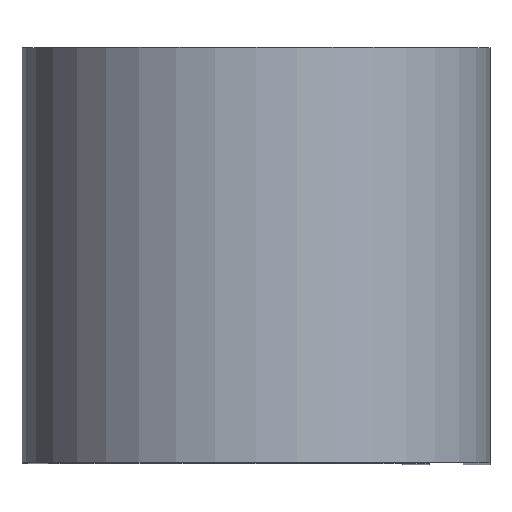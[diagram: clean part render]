
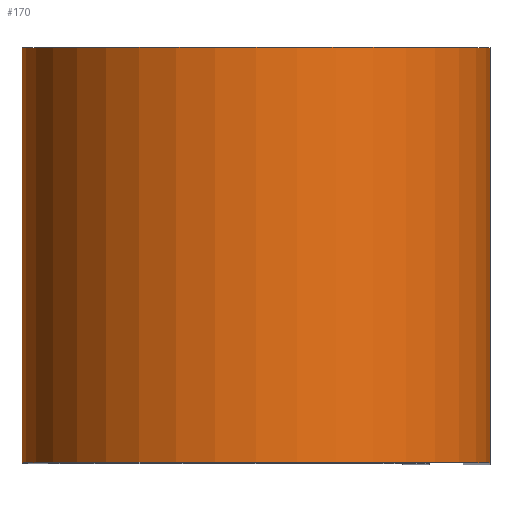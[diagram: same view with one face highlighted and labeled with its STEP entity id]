
A CAD part, top view. The second image highlights one B-rep face of the part: STEP entity #170.
In plain terms, the highlighted cylindrical face has radius 10.744 mm (diameter 21.488 mm), a partial arc.
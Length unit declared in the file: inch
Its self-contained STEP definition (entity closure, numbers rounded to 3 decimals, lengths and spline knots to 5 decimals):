
#1 = VERTEX_POINT ( 'NONE', #393 ) ;
#11 = CIRCLE ( 'NONE', #624, 0.423 ) ;
#17 = CARTESIAN_POINT ( 'NONE',  ( 0., 0.375, 0.75 ) ) ;
#73 = FACE_OUTER_BOUND ( 'NONE', #272, .T. ) ;
#76 = VERTEX_POINT ( 'NONE', #548 ) ;
#81 = LINE ( 'NONE', #799, #242 ) ;
#93 = DIRECTION ( 'NONE',  ( 1., 0., 0. ) ) ;
#126 = AXIS2_PLACEMENT_3D ( 'NONE', #250, #330, #721 ) ;
#170 = ADVANCED_FACE ( 'NONE', ( #73 ), #603, .T. ) ;
#197 = LINE ( 'NONE', #420, #752 ) ;
#242 = VECTOR ( 'NONE', #616, 39.37008 ) ;
#248 = ORIENTED_EDGE ( 'NONE', *, *, #476, .T. ) ;
#250 = CARTESIAN_POINT ( 'NONE',  ( 0., 0.375, 0.75 ) ) ;
#258 = VERTEX_POINT ( 'NONE', #539 ) ;
#272 = EDGE_LOOP ( 'NONE', ( #737, #722, #331, #248 ) ) ;
#285 = CARTESIAN_POINT ( 'NONE',  ( 0., -0.375, 0.75 ) ) ;
#330 = DIRECTION ( 'NONE',  ( 0., -1., 0. ) ) ;
#331 = ORIENTED_EDGE ( 'NONE', *, *, #630, .F. ) ;
#363 = DIRECTION ( 'NONE',  ( 1., 0., 0. ) ) ;
#393 = CARTESIAN_POINT ( 'NONE',  ( -0.423, 0.375, 0.75 ) ) ;
#415 = EDGE_CURVE ( 'NONE', #258, #620, #81, .T. ) ;
#420 = CARTESIAN_POINT ( 'NONE',  ( -0.423, 0.375, 0.75 ) ) ;
#476 = EDGE_CURVE ( 'NONE', #1, #76, #197, .T. ) ;
#485 = DIRECTION ( 'NONE',  ( 0., -1., 0. ) ) ;
#501 = CARTESIAN_POINT ( 'NONE',  ( 0.423, -0.375, 0.75 ) ) ;
#502 = DIRECTION ( 'NONE',  ( 0., 1., 0. ) ) ;
#504 = EDGE_CURVE ( 'NONE', #76, #620, #11, .T. ) ;
#516 = AXIS2_PLACEMENT_3D ( 'NONE', #17, #502, #93 ) ;
#539 = CARTESIAN_POINT ( 'NONE',  ( 0.423, 0.375, 0.75 ) ) ;
#548 = CARTESIAN_POINT ( 'NONE',  ( -0.423, -0.375, 0.75 ) ) ;
#603 = CYLINDRICAL_SURFACE ( 'NONE', #126, 0.423 ) ;
#616 = DIRECTION ( 'NONE',  ( 0., -1., 0. ) ) ;
#620 = VERTEX_POINT ( 'NONE', #501 ) ;
#624 = AXIS2_PLACEMENT_3D ( 'NONE', #285, #746, #363 ) ;
#630 = EDGE_CURVE ( 'NONE', #1, #258, #813, .T. ) ;
#721 = DIRECTION ( 'NONE',  ( 0., 0., -1. ) ) ;
#722 = ORIENTED_EDGE ( 'NONE', *, *, #415, .F. ) ;
#737 = ORIENTED_EDGE ( 'NONE', *, *, #504, .T. ) ;
#746 = DIRECTION ( 'NONE',  ( 0., 1., 0. ) ) ;
#752 = VECTOR ( 'NONE', #485, 39.37008 ) ;
#799 = CARTESIAN_POINT ( 'NONE',  ( 0.423, 0.375, 0.75 ) ) ;
#813 = CIRCLE ( 'NONE', #516, 0.423 ) ;
